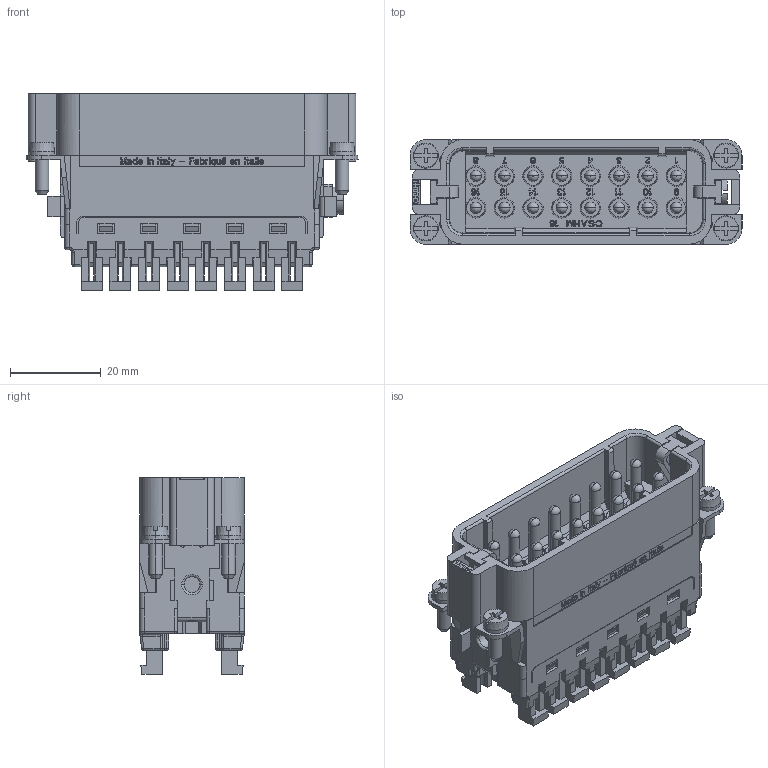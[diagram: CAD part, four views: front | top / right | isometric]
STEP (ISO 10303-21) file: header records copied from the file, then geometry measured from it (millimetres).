
FILE_DESCRIPTION(('Creo Elements/Direct Modeling STEP Export'),'2;1');
FILE_NAME('0lndrr04387839p2072','2016-06-16T14:32:26',(''),(''),'PTC Creo Elements/Direct Modeling STEP processor for AP214 (Solid Model)','PTC Creo Elements/Direct Modeling 19.0B 21-Mar-2015 (C) Parametric Technology GmbH','');
FILE_SCHEMA(('AUTOMOTIVE_DESIGN { 1 0 10303 214 1 1 1 1 }'));
Products named in the file (2): CSAHM_16
Assembly tree (1 placements, depth 2):
  CSAHM_16
    CSAHM_16
Bounding box: 73 x 23 x 43.2 mm (x, y, z)
Volume: 34162.5 mm3; surface area: 23769.5 mm2
Topology: 1 solids, 1 shells, 2044 faces, 8667 edges, 6746 vertices
Faces by surface type: plane 1368, cylinder 440, torus 115, cone 80, sphere 22, bspline 19
Entity records: 119925 total; most frequent: CARTESIAN_POINT 31580, ORIENTED_EDGE 17282, DIRECTION 12573, EDGE_CURVE 8641, VECTOR 6991, LINE 6991, VERTEX_POINT 6746, AXIS2_PLACEMENT_3D 2791
